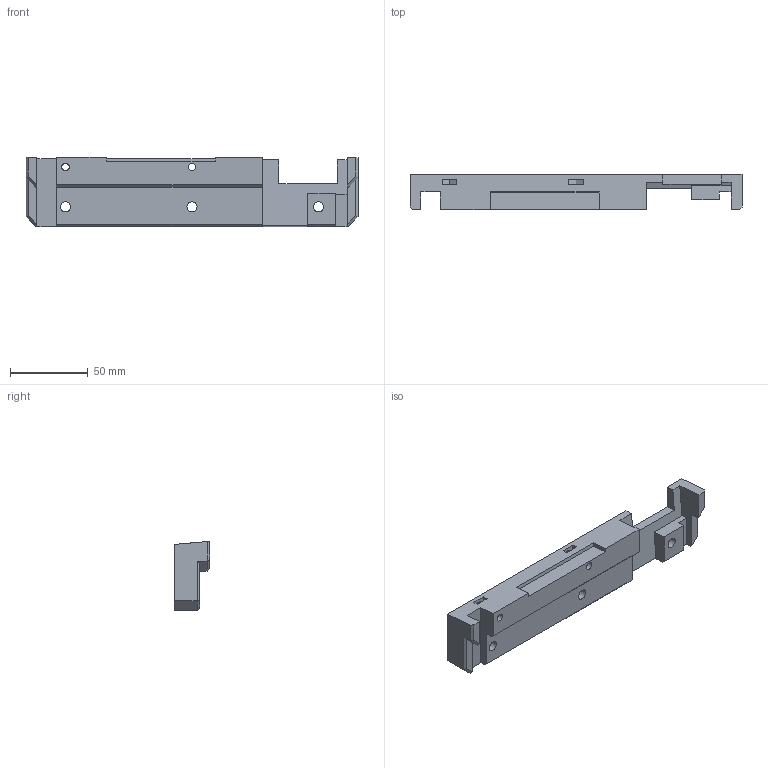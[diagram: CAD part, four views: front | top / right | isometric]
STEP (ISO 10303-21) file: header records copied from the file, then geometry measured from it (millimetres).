
FILE_DESCRIPTION(/* description */ (''),/* implementation_level */ '2;1');
FILE_NAME(/* name */ 'Mount_LIP_IEFIV2_bACKLIGHTING v2.step',/* time_stamp */ '2021-10-15T06:25:54+10:00',/* author */ (''),/* organization */ (''),/* preprocessor_version */ 'ST-DEVELOPER v18.1',/* originating_system */ 'Autodesk Translation Framework v10.10.0.1391',/* authorisation */ '');
FILE_SCHEMA (('AUTOMOTIVE_DESIGN { 1 0 10303 214 3 1 1 }'));
Length unit declared in the file: inch
Products named in the file (1): Mount_LIP_IEFIV2_bACKLIGHTING
Bounding box: 213.36 x 22.5 x 44.5 mm (x, y, z)
Volume: 133846.5 mm3; surface area: 30525.3 mm2
Topology: 1 solids, 1 shells, 78 faces, 202 edges, 131 vertices
Faces by surface type: plane 68, cylinder 10
Full cylindrical faces by diameter (mm): 4.915 x4, 6.5 x3, 12.7 x3
Entity records: 2408 total; most frequent: CARTESIAN_POINT 412, ORIENTED_EDGE 404, DIRECTION 380, EDGE_CURVE 202, LINE 182, VECTOR 182, VERTEX_POINT 131, AXIS2_PLACEMENT_3D 99
